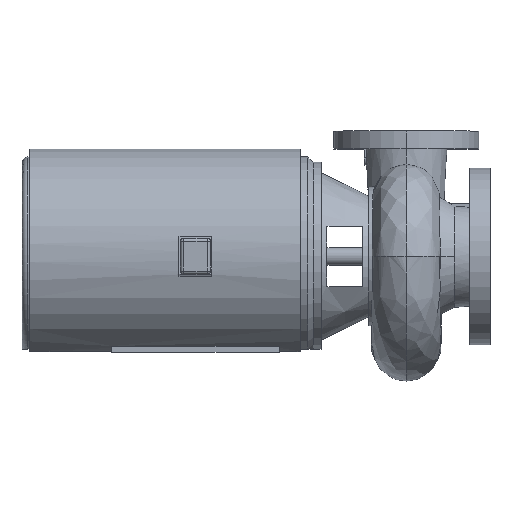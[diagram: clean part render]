
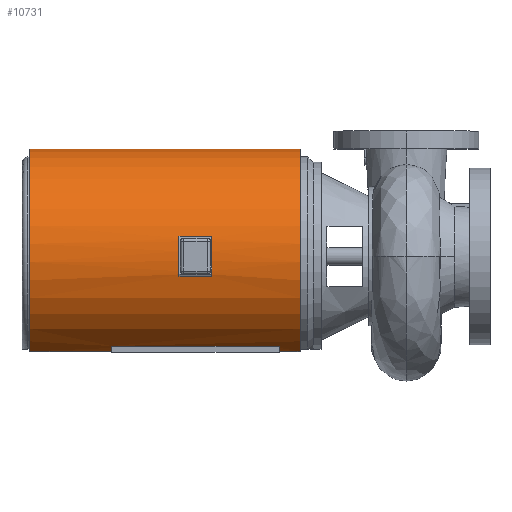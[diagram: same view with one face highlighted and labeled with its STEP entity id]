
A CAD part, top view. The second image highlights one B-rep face of the part: STEP entity #10731.
In plain terms, the highlighted cylindrical face has radius 228.6 mm (diameter 457.2 mm), a partial arc.
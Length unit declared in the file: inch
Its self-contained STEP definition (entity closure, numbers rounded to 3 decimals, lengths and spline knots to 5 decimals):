
#9219=CARTESIAN_POINT('',(-16.375,0.,0.));
#9220=DIRECTION('',(1.,0.,0.));
#9221=DIRECTION('',(0.,-0.139,-0.99));
#9222=AXIS2_PLACEMENT_3D('',#9219,#9220,#9221);
#9227=DIRECTION('',(1.,0.,0.));
#9228=VECTOR('',#9227,2.);
#9229=CARTESIAN_POINT('',(-18.625,-1.5,-8.87412));
#9230=LINE('',#9229,#9228);
#9234=CARTESIAN_POINT('',(-18.875,0.,0.));
#9235=DIRECTION('',(1.,0.,0.));
#9236=DIRECTION('',(0.,-0.139,-0.99));
#9237=AXIS2_PLACEMENT_3D('',#9234,#9235,#9236);
#9242=DIRECTION('',(1.,0.,0.));
#9243=VECTOR('',#9242,2.);
#9244=CARTESIAN_POINT('',(-18.625,1.5,-8.87412));
#9245=LINE('',#9244,#9243);
#9249=CARTESIAN_POINT('',(-8.875,0.,0.));
#9250=DIRECTION('',(1.,0.,0.));
#9251=DIRECTION('',(0.,0.882,0.47));
#9252=AXIS2_PLACEMENT_3D('',#9249,#9250,#9251);
#9257=DIRECTION('',(1.,0.,0.));
#9258=VECTOR('',#9257,1.75);
#9259=CARTESIAN_POINT('',(-10.625,7.9416,-4.2345));
#9260=LINE('',#9259,#9258);
#9264=CARTESIAN_POINT('',(-10.625,0.,0.));
#9265=DIRECTION('',(1.,0.,0.));
#9266=DIRECTION('',(0.,0.833,-0.553));
#9267=AXIS2_PLACEMENT_3D('',#9264,#9265,#9266);
#9272=DIRECTION('',(1.,0.,0.));
#9273=VECTOR('',#9272,14.);
#9274=CARTESIAN_POINT('',(-24.625,7.5,-4.97494));
#9275=LINE('',#9274,#9273);
#9279=CARTESIAN_POINT('',(-24.625,0.,0.));
#9280=DIRECTION('',(1.,0.,0.));
#9281=DIRECTION('',(0.,0.833,-0.553));
#9282=AXIS2_PLACEMENT_3D('',#9279,#9280,#9281);
#9287=DIRECTION('',(1.,0.,0.));
#9288=VECTOR('',#9287,6.85);
#9289=CARTESIAN_POINT('',(-31.475,7.9416,-4.2345));
#9290=LINE('',#9289,#9288);
#9294=CARTESIAN_POINT('',(-31.475,0.,0.));
#9295=DIRECTION('',(-1.,0.,0.));
#9296=DIRECTION('',(0.,0.882,-0.47));
#9297=AXIS2_PLACEMENT_3D('',#9294,#9295,#9296);
#9302=DIRECTION('',(1.,0.,0.));
#9303=VECTOR('',#9302,6.85);
#9304=CARTESIAN_POINT('',(-31.475,7.9416,4.2345));
#9305=LINE('',#9304,#9303);
#9309=CARTESIAN_POINT('',(-24.625,0.,0.));
#9310=DIRECTION('',(1.,0.,0.));
#9311=DIRECTION('',(0.,0.882,0.47));
#9312=AXIS2_PLACEMENT_3D('',#9309,#9310,#9311);
#9317=DIRECTION('',(1.,0.,0.));
#9318=VECTOR('',#9317,14.);
#9319=CARTESIAN_POINT('',(-24.625,7.5,4.97494));
#9320=LINE('',#9319,#9318);
#9324=CARTESIAN_POINT('',(-10.625,0.,0.));
#9325=DIRECTION('',(1.,0.,0.));
#9326=DIRECTION('',(0.,0.882,0.47));
#9327=AXIS2_PLACEMENT_3D('',#9324,#9325,#9326);
#9332=DIRECTION('',(1.,0.,0.));
#9333=VECTOR('',#9332,1.75);
#9334=CARTESIAN_POINT('',(-10.625,7.9416,4.2345));
#9335=LINE('',#9334,#9333);
#9428=CARTESIAN_POINT('',(-16.375,1.25,-8.91277));
#9429=CARTESIAN_POINT('',(-16.375,1.27629,-8.90908));
#9430=CARTESIAN_POINT('',(-16.3833,1.32878,
-8.90148));
#9431=CARTESIAN_POINT('',(-16.41996,1.40016,
-8.8905));
#9432=CARTESIAN_POINT('',(-16.4759,1.45577,
-8.88152));
#9433=CARTESIAN_POINT('',(-16.54693,1.49187,
-8.8755));
#9434=CARTESIAN_POINT('',(-16.599,1.5,-8.87412));
#9435=CARTESIAN_POINT('',(-16.625,1.5,-8.87412));
#9607=CARTESIAN_POINT('',(-18.625,1.5,-8.87412));
#9608=CARTESIAN_POINT('',(-18.651,1.5,-8.87412));
#9609=CARTESIAN_POINT('',(-18.70307,1.49187,
-8.8755));
#9610=CARTESIAN_POINT('',(-18.7741,1.45577,
-8.88152));
#9611=CARTESIAN_POINT('',(-18.83004,1.40016,
-8.8905));
#9612=CARTESIAN_POINT('',(-18.8667,1.32878,
-8.90148));
#9613=CARTESIAN_POINT('',(-18.875,1.27629,-8.90908));
#9614=CARTESIAN_POINT('',(-18.875,1.25,-8.91277));
#9700=CARTESIAN_POINT('',(-18.875,-1.25,-8.91277));
#9701=CARTESIAN_POINT('',(-18.875,-1.27629,-8.90908));
#9702=CARTESIAN_POINT('',(-18.8667,-1.32878,
-8.90148));
#9703=CARTESIAN_POINT('',(-18.83004,-1.40016,
-8.8905));
#9704=CARTESIAN_POINT('',(-18.7741,-1.45577,
-8.88152));
#9705=CARTESIAN_POINT('',(-18.70307,-1.49187,
-8.8755));
#9706=CARTESIAN_POINT('',(-18.651,-1.5,-8.87412));
#9707=CARTESIAN_POINT('',(-18.625,-1.5,-8.87412));
#9760=CARTESIAN_POINT('',(-16.625,-1.5,-8.87412));
#9761=CARTESIAN_POINT('',(-16.599,-1.5,-8.87412));
#9762=CARTESIAN_POINT('',(-16.54693,-1.49187,
-8.8755));
#9763=CARTESIAN_POINT('',(-16.4759,-1.45577,
-8.88152));
#9764=CARTESIAN_POINT('',(-16.41996,-1.40016,
-8.8905));
#9765=CARTESIAN_POINT('',(-16.3833,-1.32878,
-8.90148));
#9766=CARTESIAN_POINT('',(-16.375,-1.27629,-8.90908));
#9767=CARTESIAN_POINT('',(-16.375,-1.25,-8.91277));
#10367=VERTEX_POINT('',#9700);
#10368=VERTEX_POINT('',#9707);
#10369=VERTEX_POINT('',#9760);
#10370=VERTEX_POINT('',#9767);
#10371=VERTEX_POINT('',#9607);
#10372=VERTEX_POINT('',#9614);
#10373=VERTEX_POINT('',#9428);
#10374=VERTEX_POINT('',#9435);
#10451=CARTESIAN_POINT('',(-24.625,7.5,4.97494));
#10452=CARTESIAN_POINT('',(-10.625,7.5,4.97494));
#10453=VERTEX_POINT('',#10451);
#10454=VERTEX_POINT('',#10452);
#10455=CARTESIAN_POINT('',(-24.625,7.5,-4.97494));
#10456=CARTESIAN_POINT('',(-10.625,7.5,-4.97494));
#10457=VERTEX_POINT('',#10455);
#10458=VERTEX_POINT('',#10456);
#10471=CARTESIAN_POINT('',(-8.875,7.9416,4.2345));
#10472=CARTESIAN_POINT('',(-8.875,7.9416,-4.2345));
#10473=VERTEX_POINT('',#10471);
#10474=VERTEX_POINT('',#10472);
#10475=CARTESIAN_POINT('',(-31.475,7.9416,-4.2345));
#10476=CARTESIAN_POINT('',(-31.475,7.9416,4.2345));
#10477=VERTEX_POINT('',#10475);
#10478=VERTEX_POINT('',#10476);
#10499=CARTESIAN_POINT('',(-24.625,7.9416,4.2345));
#10500=VERTEX_POINT('',#10499);
#10501=CARTESIAN_POINT('',(-10.625,7.9416,4.2345));
#10502=VERTEX_POINT('',#10501);
#10503=CARTESIAN_POINT('',(-24.625,7.9416,-4.2345));
#10504=VERTEX_POINT('',#10503);
#10505=CARTESIAN_POINT('',(-10.625,7.9416,-4.2345));
#10506=VERTEX_POINT('',#10505);
#10687=CARTESIAN_POINT('',(-33.375,0.,0.));
#10688=DIRECTION('',(1.,0.,0.));
#10689=DIRECTION('',(0.,-1.,0.));
#10690=AXIS2_PLACEMENT_3D('',#10687,#10688,#10689);
#10691=CYLINDRICAL_SURFACE('',#10690,9.);
#10693=ORIENTED_EDGE('',*,*,#10692,.T.);
#10695=ORIENTED_EDGE('',*,*,#10694,.F.);
#10697=ORIENTED_EDGE('',*,*,#10696,.F.);
#10699=ORIENTED_EDGE('',*,*,#10698,.F.);
#10700=ORIENTED_EDGE('',*,*,#10674,.T.);
#10702=ORIENTED_EDGE('',*,*,#10701,.F.);
#10703=ORIENTED_EDGE('',*,*,#10620,.T.);
#10704=ORIENTED_EDGE('',*,*,#10637,.T.);
#10705=ORIENTED_EDGE('',*,*,#10657,.T.);
#10707=ORIENTED_EDGE('',*,*,#10706,.T.);
#10709=ORIENTED_EDGE('',*,*,#10708,.F.);
#10710=ORIENTED_EDGE('',*,*,#10643,.T.);
#10711=EDGE_LOOP('',(#10693,#10695,#10697,#10699,#10700,#10702,#10703,#10704,
#10705,#10707,#10709,#10710));
#10712=FACE_OUTER_BOUND('',#10711,.F.);
#10714=ORIENTED_EDGE('',*,*,#10713,.F.);
#10716=ORIENTED_EDGE('',*,*,#10715,.F.);
#10718=ORIENTED_EDGE('',*,*,#10717,.F.);
#10720=ORIENTED_EDGE('',*,*,#10719,.F.);
#10722=ORIENTED_EDGE('',*,*,#10721,.T.);
#10724=ORIENTED_EDGE('',*,*,#10723,.F.);
#10726=ORIENTED_EDGE('',*,*,#10725,.T.);
#10728=ORIENTED_EDGE('',*,*,#10727,.F.);
#10729=EDGE_LOOP('',(#10714,#10716,#10718,#10720,#10722,#10724,#10726,#10728));
#10730=FACE_BOUND('',#10729,.F.);
#9223=CIRCLE('',#9222,9.);
#9238=CIRCLE('',#9237,9.);
#9253=CIRCLE('',#9252,9.);
#9268=CIRCLE('',#9267,9.);
#9283=CIRCLE('',#9282,9.);
#9298=CIRCLE('',#9297,9.);
#9313=CIRCLE('',#9312,9.);
#9328=CIRCLE('',#9327,9.);
#9436=B_SPLINE_CURVE_WITH_KNOTS('',3,(#9428,#9429,#9430,#9431,#9432,#9433,#9434,
#9435),.UNSPECIFIED.,.F.,.F.,(4,1,1,1,1,4),(0.,0.2,0.4,0.6,0.8,1.),
.UNSPECIFIED.);
#9615=B_SPLINE_CURVE_WITH_KNOTS('',3,(#9607,#9608,#9609,#9610,#9611,#9612,#9613,
#9614),.UNSPECIFIED.,.F.,.F.,(4,1,1,1,1,4),(0.,0.2,0.4,0.6,0.8,1.),
.UNSPECIFIED.);
#9708=B_SPLINE_CURVE_WITH_KNOTS('',3,(#9700,#9701,#9702,#9703,#9704,#9705,#9706,
#9707),.UNSPECIFIED.,.F.,.F.,(4,1,1,1,1,4),(0.,0.2,0.4,0.6,0.8,1.),
.UNSPECIFIED.);
#9768=B_SPLINE_CURVE_WITH_KNOTS('',3,(#9760,#9761,#9762,#9763,#9764,#9765,#9766,
#9767),.UNSPECIFIED.,.F.,.F.,(4,1,1,1,1,4),(0.,0.2,0.4,0.6,0.8,1.),
.UNSPECIFIED.);
#10620=EDGE_CURVE('',#10477,#10478,#9298,.T.);
#10637=EDGE_CURVE('',#10478,#10500,#9305,.T.);
#10643=EDGE_CURVE('',#10502,#10473,#9335,.T.);
#10657=EDGE_CURVE('',#10500,#10453,#9313,.T.);
#10674=EDGE_CURVE('',#10457,#10504,#9283,.T.);
#10692=EDGE_CURVE('',#10473,#10474,#9253,.T.);
#10694=EDGE_CURVE('',#10506,#10474,#9260,.T.);
#10696=EDGE_CURVE('',#10458,#10506,#9268,.T.);
#10698=EDGE_CURVE('',#10457,#10458,#9275,.T.);
#10701=EDGE_CURVE('',#10477,#10504,#9290,.T.);
#10706=EDGE_CURVE('',#10453,#10454,#9320,.T.);
#10708=EDGE_CURVE('',#10502,#10454,#9328,.T.);
#10713=EDGE_CURVE('',#10370,#10373,#9223,.T.);
#10715=EDGE_CURVE('',#10369,#10370,#9768,.T.);
#10717=EDGE_CURVE('',#10368,#10369,#9230,.T.);
#10719=EDGE_CURVE('',#10367,#10368,#9708,.T.);
#10721=EDGE_CURVE('',#10367,#10372,#9238,.T.);
#10723=EDGE_CURVE('',#10371,#10372,#9615,.T.);
#10725=EDGE_CURVE('',#10371,#10374,#9245,.T.);
#10727=EDGE_CURVE('',#10373,#10374,#9436,.T.);
#10731=ADVANCED_FACE('',(#10712,#10730),#10691,.T.);
